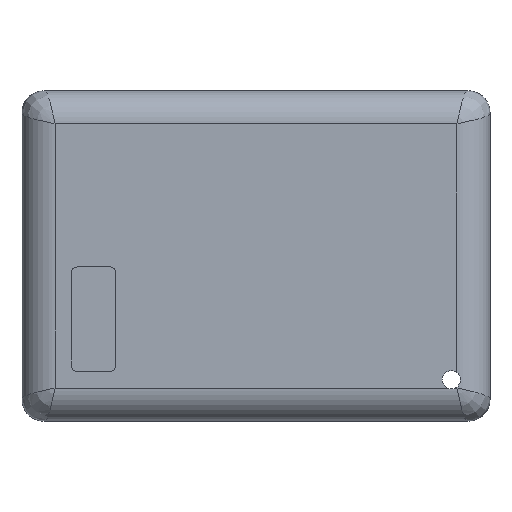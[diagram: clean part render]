
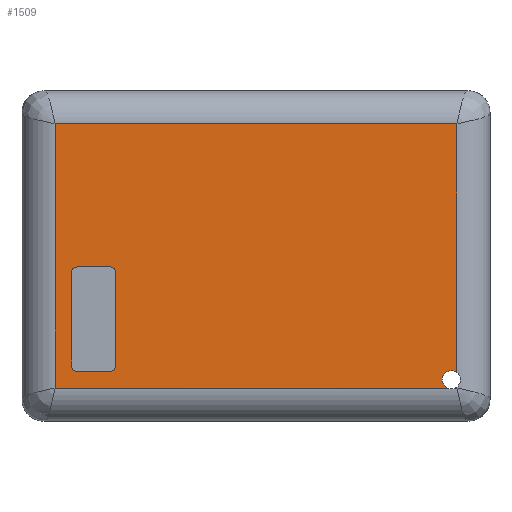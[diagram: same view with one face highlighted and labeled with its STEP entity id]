
A CAD part, top view. The second image highlights one B-rep face of the part: STEP entity #1509.
In plain terms, the highlighted planar face has unit normal (0, 0, 1).
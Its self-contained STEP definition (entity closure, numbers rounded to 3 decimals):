
#731 = VERTEX_POINT('',#732);
#732 = CARTESIAN_POINT('',(36.5,-21.188,12.9));
#749 = EDGE_CURVE('',#750,#731,#752,.T.);
#750 = VERTEX_POINT('',#751);
#751 = CARTESIAN_POINT('',(34.813,-24.,12.9));
#752 = CIRCLE('',#753,1.65);
#753 = AXIS2_PLACEMENT_3D('',#754,#755,#756);
#754 = CARTESIAN_POINT('',(35.5,-22.5,12.9));
#755 = DIRECTION('',(0.,0.,-1.));
#756 = DIRECTION('',(1.,0.,0.));
#1421 = EDGE_CURVE('',#731,#1422,#1424,.T.);
#1422 = VERTEX_POINT('',#1423);
#1423 = CARTESIAN_POINT('',(36.5,24.,12.9));
#1424 = LINE('',#1425,#1426);
#1425 = CARTESIAN_POINT('',(36.5,-26.,12.9));
#1426 = VECTOR('',#1427,1.);
#1427 = DIRECTION('',(-0.,1.,0.));
#1474 = VERTEX_POINT('',#1475);
#1475 = CARTESIAN_POINT('',(-36.5,-24.,12.9));
#1487 = EDGE_CURVE('',#1474,#750,#1488,.T.);
#1488 = LINE('',#1489,#1490);
#1489 = CARTESIAN_POINT('',(-38.5,-24.,12.9));
#1490 = VECTOR('',#1491,1.);
#1491 = DIRECTION('',(1.,0.,0.));
#1509 = ADVANCED_FACE('',(#1510,#1529),#1599,.F.);
#1510 = FACE_BOUND('',#1511,.F.);
#1511 = EDGE_LOOP('',(#1512,#1520,#1526,#1527,#1528));
#1512 = ORIENTED_EDGE('',*,*,#1513,.F.);
#1513 = EDGE_CURVE('',#1514,#1474,#1516,.T.);
#1514 = VERTEX_POINT('',#1515);
#1515 = CARTESIAN_POINT('',(-36.5,24.,12.9));
#1516 = LINE('',#1517,#1518);
#1517 = CARTESIAN_POINT('',(-36.5,26.,12.9));
#1518 = VECTOR('',#1519,1.);
#1519 = DIRECTION('',(0.,-1.,0.));
#1520 = ORIENTED_EDGE('',*,*,#1521,.F.);
#1521 = EDGE_CURVE('',#1422,#1514,#1522,.T.);
#1522 = LINE('',#1523,#1524);
#1523 = CARTESIAN_POINT('',(38.5,24.,12.9));
#1524 = VECTOR('',#1525,1.);
#1525 = DIRECTION('',(-1.,0.,0.));
#1526 = ORIENTED_EDGE('',*,*,#1421,.F.);
#1527 = ORIENTED_EDGE('',*,*,#749,.F.);
#1528 = ORIENTED_EDGE('',*,*,#1487,.F.);
#1529 = FACE_BOUND('',#1530,.F.);
#1530 = EDGE_LOOP('',(#1531,#1542,#1550,#1559,#1567,#1576,#1584,#1593));
#1531 = ORIENTED_EDGE('',*,*,#1532,.F.);
#1532 = EDGE_CURVE('',#1533,#1535,#1537,.T.);
#1533 = VERTEX_POINT('',#1534);
#1534 = CARTESIAN_POINT('',(-33.5,-3.,12.9));
#1535 = VERTEX_POINT('',#1536);
#1536 = CARTESIAN_POINT('',(-32.5,-2.,12.9));
#1537 = CIRCLE('',#1538,1.);
#1538 = AXIS2_PLACEMENT_3D('',#1539,#1540,#1541);
#1539 = CARTESIAN_POINT('',(-32.5,-3.,12.9));
#1540 = DIRECTION('',(0.,0.,-1.));
#1541 = DIRECTION('',(0.,1.,0.));
#1542 = ORIENTED_EDGE('',*,*,#1543,.T.);
#1543 = EDGE_CURVE('',#1533,#1544,#1546,.T.);
#1544 = VERTEX_POINT('',#1545);
#1545 = CARTESIAN_POINT('',(-33.5,-20.,12.9));
#1546 = LINE('',#1547,#1548);
#1547 = CARTESIAN_POINT('',(-33.5,-2.,12.9));
#1548 = VECTOR('',#1549,1.);
#1549 = DIRECTION('',(0.,-1.,0.));
#1550 = ORIENTED_EDGE('',*,*,#1551,.T.);
#1551 = EDGE_CURVE('',#1544,#1552,#1554,.T.);
#1552 = VERTEX_POINT('',#1553);
#1553 = CARTESIAN_POINT('',(-32.5,-21.,12.9));
#1554 = CIRCLE('',#1555,1.);
#1555 = AXIS2_PLACEMENT_3D('',#1556,#1557,#1558);
#1556 = CARTESIAN_POINT('',(-32.5,-20.,12.9));
#1557 = DIRECTION('',(0.,0.,1.));
#1558 = DIRECTION('',(0.,1.,0.));
#1559 = ORIENTED_EDGE('',*,*,#1560,.T.);
#1560 = EDGE_CURVE('',#1552,#1561,#1563,.T.);
#1561 = VERTEX_POINT('',#1562);
#1562 = CARTESIAN_POINT('',(-26.5,-21.,12.9));
#1563 = LINE('',#1564,#1565);
#1564 = CARTESIAN_POINT('',(-33.5,-21.,12.9));
#1565 = VECTOR('',#1566,1.);
#1566 = DIRECTION('',(1.,0.,0.));
#1567 = ORIENTED_EDGE('',*,*,#1568,.F.);
#1568 = EDGE_CURVE('',#1569,#1561,#1571,.T.);
#1569 = VERTEX_POINT('',#1570);
#1570 = CARTESIAN_POINT('',(-25.5,-20.,12.9));
#1571 = CIRCLE('',#1572,1.);
#1572 = AXIS2_PLACEMENT_3D('',#1573,#1574,#1575);
#1573 = CARTESIAN_POINT('',(-26.5,-20.,12.9));
#1574 = DIRECTION('',(0.,0.,-1.));
#1575 = DIRECTION('',(0.,1.,0.));
#1576 = ORIENTED_EDGE('',*,*,#1577,.F.);
#1577 = EDGE_CURVE('',#1578,#1569,#1580,.T.);
#1578 = VERTEX_POINT('',#1579);
#1579 = CARTESIAN_POINT('',(-25.5,-3.,12.9));
#1580 = LINE('',#1581,#1582);
#1581 = CARTESIAN_POINT('',(-25.5,-2.,12.9));
#1582 = VECTOR('',#1583,1.);
#1583 = DIRECTION('',(0.,-1.,0.));
#1584 = ORIENTED_EDGE('',*,*,#1585,.T.);
#1585 = EDGE_CURVE('',#1578,#1586,#1588,.T.);
#1586 = VERTEX_POINT('',#1587);
#1587 = CARTESIAN_POINT('',(-26.5,-2.,12.9));
#1588 = CIRCLE('',#1589,1.);
#1589 = AXIS2_PLACEMENT_3D('',#1590,#1591,#1592);
#1590 = CARTESIAN_POINT('',(-26.5,-3.,12.9));
#1591 = DIRECTION('',(0.,0.,1.));
#1592 = DIRECTION('',(0.,1.,0.));
#1593 = ORIENTED_EDGE('',*,*,#1594,.F.);
#1594 = EDGE_CURVE('',#1535,#1586,#1595,.T.);
#1595 = LINE('',#1596,#1597);
#1596 = CARTESIAN_POINT('',(-33.5,-2.,12.9));
#1597 = VECTOR('',#1598,1.);
#1598 = DIRECTION('',(1.,0.,0.));
#1599 = PLANE('',#1600);
#1600 = AXIS2_PLACEMENT_3D('',#1601,#1602,#1603);
#1601 = CARTESIAN_POINT('',(-42.5,30.,12.9));
#1602 = DIRECTION('',(0.,0.,-1.));
#1603 = DIRECTION('',(1.,0.,0.));
